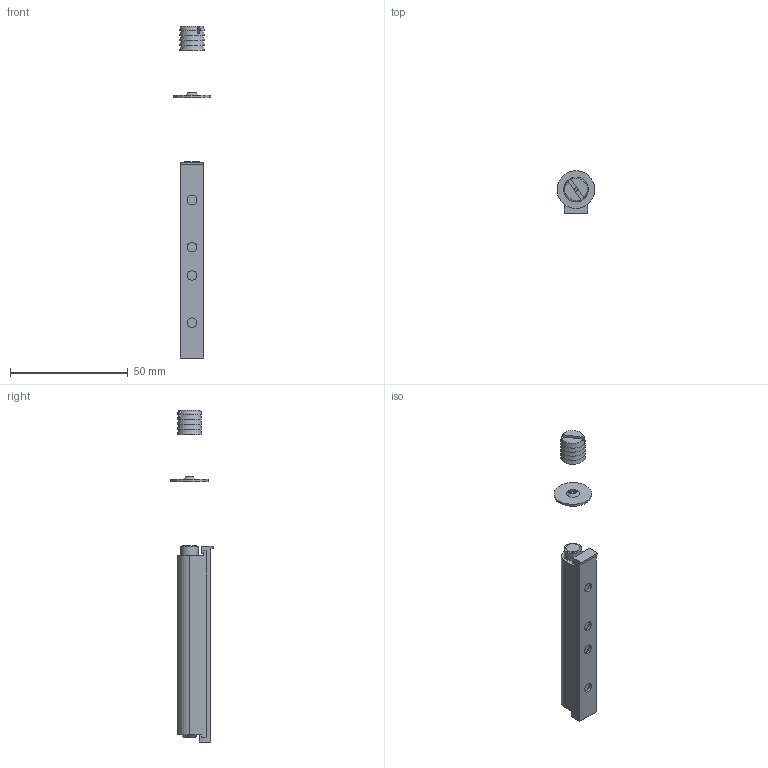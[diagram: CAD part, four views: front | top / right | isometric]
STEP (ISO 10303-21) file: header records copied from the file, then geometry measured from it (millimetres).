
FILE_DESCRIPTION(/* description */ (''),/* implementation_level */ '2;1');
FILE_NAME(/* name */ 'AM-PL-DL-MAG_kpl.stp',/* time_stamp */ '2022-04-20T13:26:29+02:00',/* author */ ('tomaszw'),/* organization */ (''),/* preprocessor_version */ 'ST-DEVELOPER v18.1',/* originating_system */ 'Autodesk Inventor 2021',/* authorisation */ '');
FILE_SCHEMA (('AUTOMOTIVE_DESIGN { 1 0 10303 214 3 1 1 }','INTEGRATED_CNC_SCHEMA'));
Length unit declared in the file: millimetre
Products named in the file (6): AM-PL(A)by TW; @AM-PL(A)_1; @AM-PL(A)_3; magnez; mufka; pinezka
Assembly tree (5 placements, depth 2):
  AM-PL(A)by TW
    @AM-PL(A)_1
    @AM-PL(A)_3
    magnez
    mufka
    pinezka
Bounding box: 15.98 x 17.99 x 140.77 mm (x, y, z)
Volume: 11009.8 mm3; surface area: 6842.9 mm2
Topology: 5 solids, 5 shells, 74 faces, 166 edges, 108 vertices
Faces by surface type: plane 49, cone 13, cylinder 11, bspline 1
Full cylindrical faces by diameter (mm): 1.5 x1, 3 x1, 4 x4, 6 x1, 7 x1, 7.5 x1, 16 x1
Entity records: 2430 total; most frequent: CARTESIAN_POINT 402, DIRECTION 379, ORIENTED_EDGE 332, EDGE_CURVE 166, AXIS2_PLACEMENT_3D 136, VERTEX_POINT 108, LINE 107, VECTOR 107
